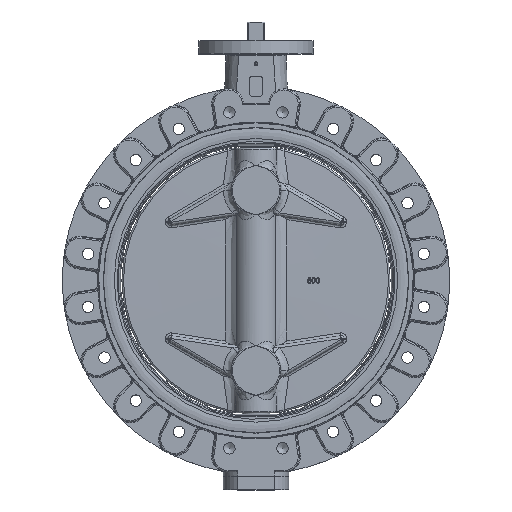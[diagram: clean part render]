
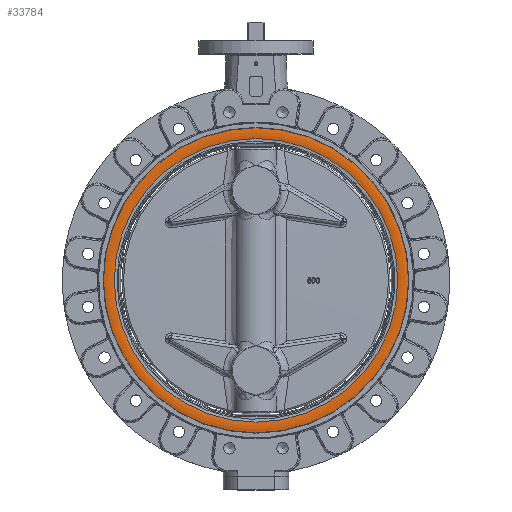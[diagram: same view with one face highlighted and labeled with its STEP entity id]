
A CAD part, top view. The second image highlights one B-rep face of the part: STEP entity #33784.
In plain terms, the highlighted toroidal (fillet/blend) face has major radius 267.75 mm and minor radius 45 mm.
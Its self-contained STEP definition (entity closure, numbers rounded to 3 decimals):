
#5236=TOROIDAL_SURFACE('',#36121,267.75,45.);
#6251=FACE_BOUND('',#8887,.T.);
#6637=FACE_OUTER_BOUND('',#8886,.T.);
#8886=EDGE_LOOP('',(#21616));
#8887=EDGE_LOOP('',(#21617));
#11232=CIRCLE('',#36119,278.095);
#11234=CIRCLE('',#36122,258.484);
#13309=VERTEX_POINT('',#49728);
#13311=VERTEX_POINT('',#49733);
#16435=EDGE_CURVE('',#13309,#13309,#11232,.T.);
#16437=EDGE_CURVE('',#13311,#13311,#11234,.T.);
#21616=ORIENTED_EDGE('',*,*,#16435,.F.);
#21617=ORIENTED_EDGE('',*,*,#16437,.T.);
#33784=ADVANCED_FACE('',(#6637,#6251),#5236,.T.);
#36119=AXIS2_PLACEMENT_3D('',#49729,#40287,#40288);
#36121=AXIS2_PLACEMENT_3D('',#49732,#40291,#40292);
#36122=AXIS2_PLACEMENT_3D('',#49734,#40293,#40294);
#40287=DIRECTION('center_axis',(0.,0.,
-1.));
#40288=DIRECTION('ref_axis',(-1.,0.,0.));
#40291=DIRECTION('center_axis',(0.,0.,
-1.));
#40292=DIRECTION('ref_axis',(-1.,0.,0.));
#40293=DIRECTION('center_axis',(0.,0.,
-1.));
#40294=DIRECTION('ref_axis',(-1.,0.,0.));
#49728=CARTESIAN_POINT('',(-278.095,0.,63.795));
#49729=CARTESIAN_POINT('Origin',(0.,0.,
63.795));
#49732=CARTESIAN_POINT('Origin',(0.,0.,
20.));
#49733=CARTESIAN_POINT('',(-258.484,0.,64.036));
#49734=CARTESIAN_POINT('Origin',(0.,0.,
64.036));
